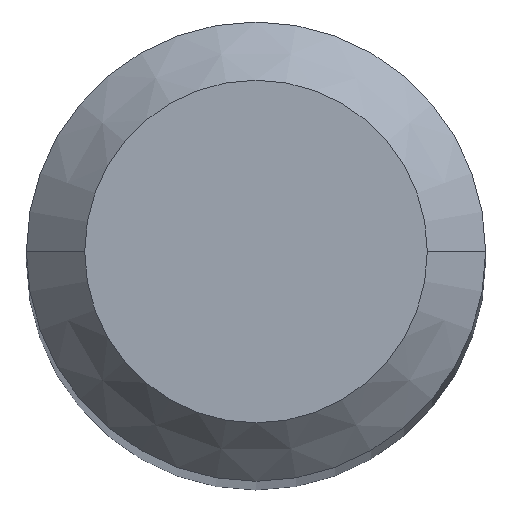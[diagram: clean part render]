
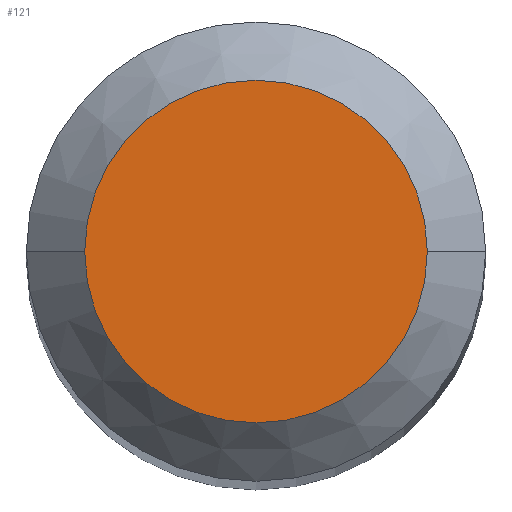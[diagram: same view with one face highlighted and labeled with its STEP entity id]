
A CAD part, top view. The second image highlights one B-rep face of the part: STEP entity #121.
In plain terms, the highlighted planar face has unit normal (0, 0, 1).
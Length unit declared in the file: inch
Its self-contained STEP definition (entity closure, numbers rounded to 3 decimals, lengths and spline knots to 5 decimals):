
#24 = VERTEX_POINT ( 'NONE', #461 ) ;
#71 = CARTESIAN_POINT ( 'NONE',  ( -0.04405, 0., 0. ) ) ;
#84 = CARTESIAN_POINT ( 'NONE',  ( 0., 0., 0. ) ) ;
#104 = AXIS2_PLACEMENT_3D ( 'NONE', #84, #236, #449 ) ;
#121 = ADVANCED_FACE ( 'NONE', ( #426 ), #386, .F. ) ;
#127 = DIRECTION ( 'NONE',  ( -1., 0., 0. ) ) ;
#128 = DIRECTION ( 'NONE',  ( 0., 0., 1. ) ) ;
#152 = EDGE_LOOP ( 'NONE', ( #376, #195 ) ) ;
#167 = VERTEX_POINT ( 'NONE', #71 ) ;
#184 = DIRECTION ( 'NONE',  ( 1., 0., 0. ) ) ;
#195 = ORIENTED_EDGE ( 'NONE', *, *, #411, .T. ) ;
#236 = DIRECTION ( 'NONE',  ( 0., 0., 1. ) ) ;
#256 = CIRCLE ( 'NONE', #462, 0.04405 ) ;
#324 = CARTESIAN_POINT ( 'NONE',  ( 0., 0.04405, 0. ) ) ;
#373 = CIRCLE ( 'NONE', #104, 0.04405 ) ;
#376 = ORIENTED_EDGE ( 'NONE', *, *, #408, .T. ) ;
#380 = DIRECTION ( 'NONE',  ( 0., 0., -1. ) ) ;
#386 = PLANE ( 'NONE',  #404 ) ;
#404 = AXIS2_PLACEMENT_3D ( 'NONE', #324, #380, #127 ) ;
#408 = EDGE_CURVE ( 'NONE', #167, #24, #373, .T. ) ;
#411 = EDGE_CURVE ( 'NONE', #24, #167, #256, .T. ) ;
#426 = FACE_OUTER_BOUND ( 'NONE', #152, .T. ) ;
#449 = DIRECTION ( 'NONE',  ( 1., 0., 0. ) ) ;
#452 = CARTESIAN_POINT ( 'NONE',  ( 0., 0., 0. ) ) ;
#461 = CARTESIAN_POINT ( 'NONE',  ( 0.04405, 0., 0. ) ) ;
#462 = AXIS2_PLACEMENT_3D ( 'NONE', #452, #128, #184 ) ;
